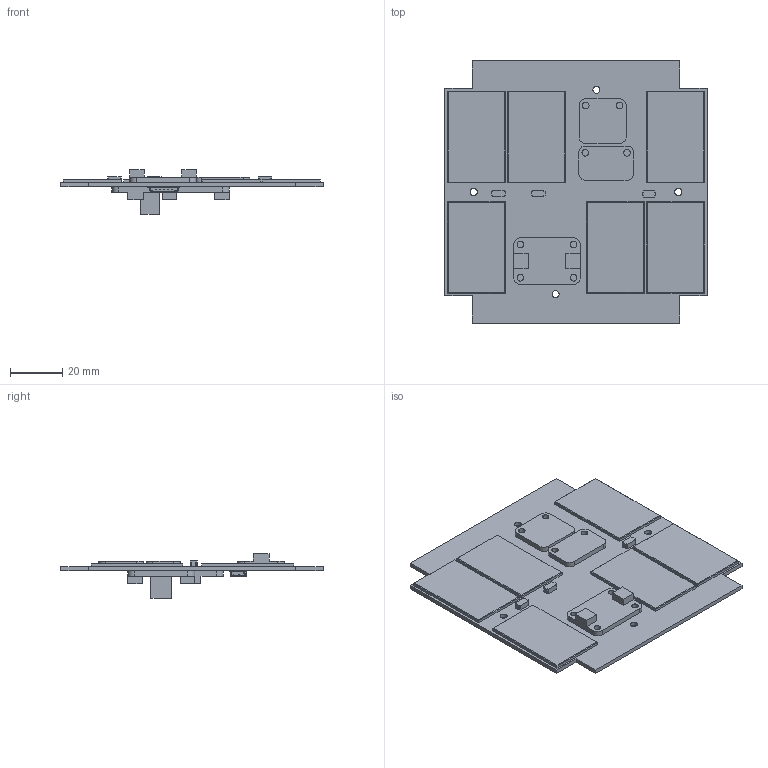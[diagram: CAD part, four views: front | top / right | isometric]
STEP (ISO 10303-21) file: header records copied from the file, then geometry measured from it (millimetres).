
FILE_DESCRIPTION(('KiCad electronic assembly'),'2;1');
FILE_NAME('solar-panel-side-Z.step','2022-05-08T15:47:59',('An Author'), ('A Company'),'Open CASCADE STEP processor 6.9', 'KiCad to STEP converter','Unknown');
FILE_SCHEMA(('AUTOMOTIVE_DESIGN { 1 0 10303 214 1 1 1 1 }'));
Length unit declared in the file: millimetre
Products named in the file (18): Open CASCADE STEP translator 6.9 1; BNO085; SOLID; 5040500591; COMPOUND; MCP9601; APDS9960; CDBA240LL-HF; MCP9808; DRV2605L; SM101K07TF
Assembly tree (24 placements, depth 3):
  Open CASCADE STEP translator 6.9 1
    BNO085
      SOLID
    5040500591
      COMPOUND
    MCP9601
      SOLID
    APDS9960
      SOLID
    CDBA240LL-HF  x3
      SOLID
    MCP9808
      SOLID
    DRV2605L
      SOLID
    SM101K07TF  x6
      SOLID
    COMPOUND
Bounding box: 100 x 100 x 17.1 mm (x, y, z)
Volume: 25777.3 mm3; surface area: 35810.5 mm2
Topology: 16 solids, 16 shells, 544 faces, 1494 edges, 1006 vertices
Faces by surface type: plane 417, cylinder 117, sphere 10
Full cylindrical faces by diameter (mm): 2 x12, 2.693 x4
Entity records: 33211 total; most frequent: CARTESIAN_POINT 6595, DIRECTION 4970, LINE 3452, VECTOR 3452, ORIENTED_EDGE 2588, PCURVE 2588, DEFINITIONAL_REPRESENTATION 2588, EDGE_CURVE 1294
